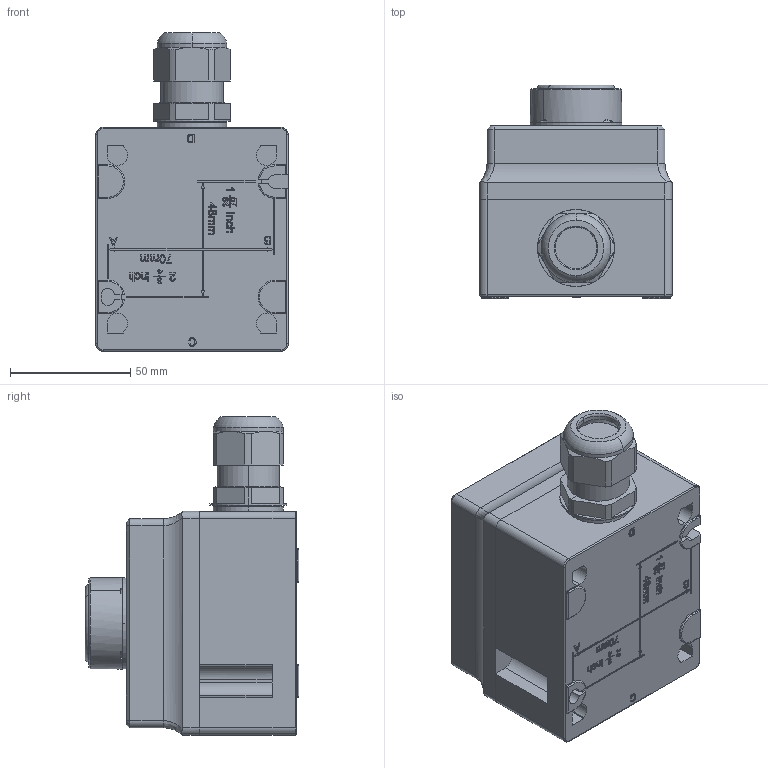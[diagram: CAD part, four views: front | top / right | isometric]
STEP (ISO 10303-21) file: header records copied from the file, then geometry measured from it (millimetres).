
FILE_DESCRIPTION (( 'STEP AP203' ), '1' );
FILE_NAME ('8040_1180_-01.STEP', '2014-10-10T07:24:08', ( '' ), ( '' ), 'SwSTEP 2.0', 'SolidWorks 2014', '' );
FILE_SCHEMA (( 'CONFIG_CONTROL_DESIGN' ));
Length unit declared in the file: millimetre
Products named in the file (19): 86_029_01_94_0; 81_610_78_01_0_Hutmutter_Vereinfacht; 86_020_07_02_0; Anschlussgewindedichtung_M25; 86_029_01_84_0m_PR-8602-t0002; Staubschutzkappe_M25; 80_409_04_04_0_m. Bohr. f. M25 an D 80_409_08_04_0; 509_626_0; 81_610_78_01_0_Vereinfacht; 80_409_04_04_0_mit Bohrung M25 Seite D ; 8040_1180_-01; 86_029_01_15_0_86 029 22 15 0; 80_409_01_05_6_3d export; 86_029_01_80_0; 81_610_78_01_0_Stutzen_Vereinfacht; 86_029_01_51_0_Ohne Beschriftung; 81_610_78_01_0_Dichtung; 86_029_11_95_0; 81_610_78_01_0_Reduzierdichtung
Assembly tree (21 placements, depth 3):
  8040_1180_-01
    80_409_04_04_0_mit Bohrung M25 Seite D 
      80_409_04_04_0_m. Bohr. f. M25 an D 80_409_08_04_0
    80_409_01_05_6_3d export
    81_610_78_01_0_Vereinfacht
      81_610_78_01_0_Stutzen_Vereinfacht
      81_610_78_01_0_Dichtung
      81_610_78_01_0_Reduzierdichtung
      81_610_78_01_0_Hutmutter_Vereinfacht
      Anschlussgewindedichtung_M25
      Staubschutzkappe_M25
    86_020_07_02_0
      86_029_01_15_0_86 029 22 15 0
      86_029_01_80_0
      86_029_01_51_0_Ohne Beschriftung
      86_029_11_95_0
      86_029_01_94_0
    86_029_01_84_0m_PR-8602-t0002
    509_626_0  x4
Bounding box: 80 x 88.8 x 132.31 mm (x, y, z)
Volume: 187485.9 mm3; surface area: 127068.4 mm2
Topology: 18 solids, 18 shells, 3055 faces, 8108 edges, 5189 vertices
Faces by surface type: plane 1389, cylinder 706, cone 349, bspline 298, torus 293, sphere 20
Entity records: 110871 total; most frequent: CARTESIAN_POINT 37309, ORIENTED_EDGE 15632, DIRECTION 14024, EDGE_CURVE 7816, VERTEX_POINT 5033, AXIS2_PLACEMENT_3D 4874, VECTOR 4276, LINE 4276
